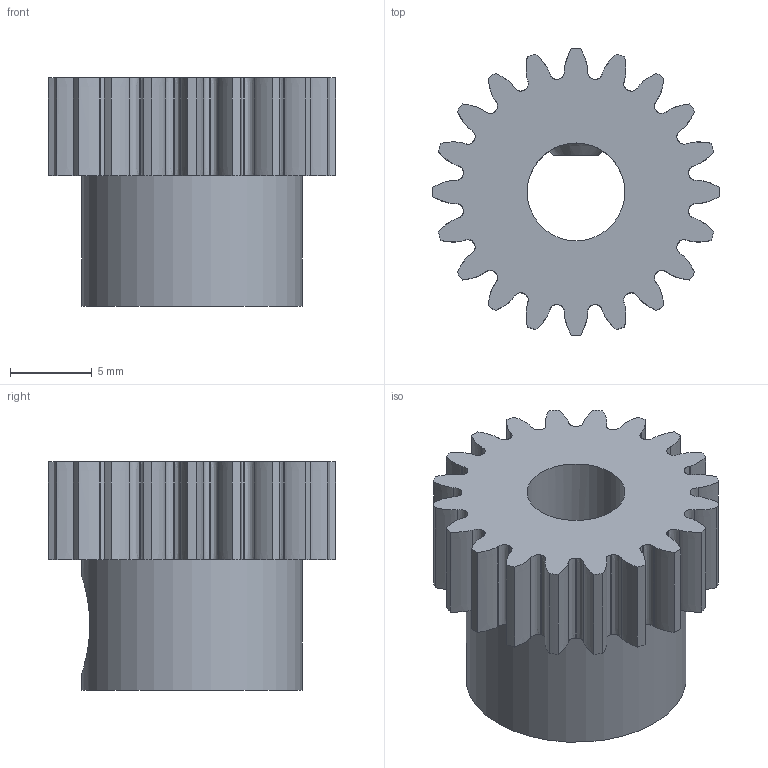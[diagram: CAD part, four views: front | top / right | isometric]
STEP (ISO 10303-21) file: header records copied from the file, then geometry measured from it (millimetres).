
FILE_DESCRIPTION( ( '' ), ' ' );
FILE_NAME( '5a2adebb5214870eedd3ecf1.step', '2017-12-08T18:49:32', ( '' ), ( '' ), ' ', ' ', ' ' );
FILE_SCHEMA( ( 'AUTOMOTIVE_DESIGN { 1 0 10303 214 1 1 1 1 }' ) );
Length unit declared in the file: metre
Products named in the file (3): Assem1; 2304-0006-0020_Gear Blank; 2806-0004-0004_91390A117
Assembly tree (2 placements, depth 2):
  Assem1
    2304-0006-0020_Gear Blank
    2806-0004-0004_91390A117
Bounding box: 17.6 x 17.6 x 14 mm (x, y, z)
Volume: 1918.6 mm3; surface area: 1702.2 mm2
Topology: 2 solids, 2 shells, 205 faces, 638 edges, 437 vertices
Faces by surface type: extrusion 80, plane 56, cylinder 49, cone 11, bspline 9
Full cylindrical faces by diameter (mm): 6 x1, 13.5 x1
Entity records: 12660 total; most frequent: CARTESIAN_POINT 5803, ORIENTED_EDGE 1258, DIRECTION 792, EDGE_CURVE 629, VERTEX_POINT 436, VECTOR 338, B_SPLINE_CURVE_WITH_KNOTS 282, LINE 258
